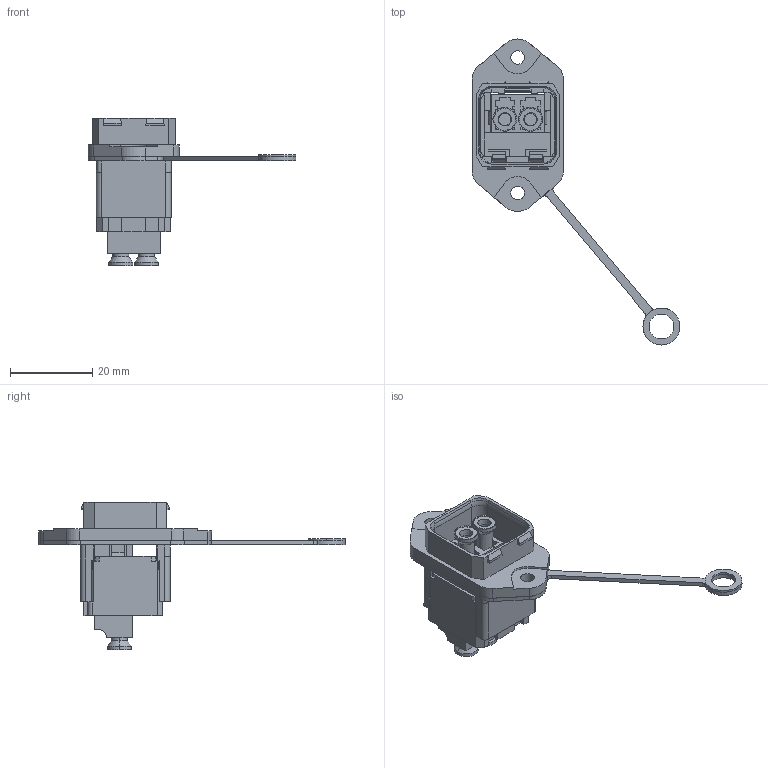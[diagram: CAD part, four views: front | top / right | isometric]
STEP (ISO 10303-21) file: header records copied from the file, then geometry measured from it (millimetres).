
FILE_DESCRIPTION(('CATIA V5R24 STEP','CAx-IF Rec.Pracs.--- Model Styling and Organization---1.2---2011-12-15'),'2;1');
FILE_NAME ('004828-2_0', '2017-09-22T12:10:30+00:00', ('Weidmueller Interface'), ('Weidmueller'), 'CATIA Version 5-6 Release 2014 SP4 HF52', 'CATIA V5 STEP AP214', 'none');
FILE_SCHEMA(('AUTOMOTIVE_DESIGN { 1 0 10303 214 1 1 1 1 }'));
Length unit declared in the file: millimetre
Products named in the file (1): v5-standard_part
Bounding box: 50.6 x 74.5 x 35.95 mm (x, y, z)
Volume: 7223.7 mm3; surface area: 12035.8 mm2
Topology: 4 solids, 4 shells, 729 faces, 2056 edges, 1344 vertices
Faces by surface type: plane 494, cylinder 171, cone 48, torus 14, extrusion 2
Entity records: 23822 total; most frequent: CARTESIAN_POINT 5858, ORIENTED_EDGE 4112, DIRECTION 3031, EDGE_CURVE 2056, VECTOR 1560, LINE 1558, VERTEX_POINT 1344, AXIS2_PLACEMENT_3D 896
